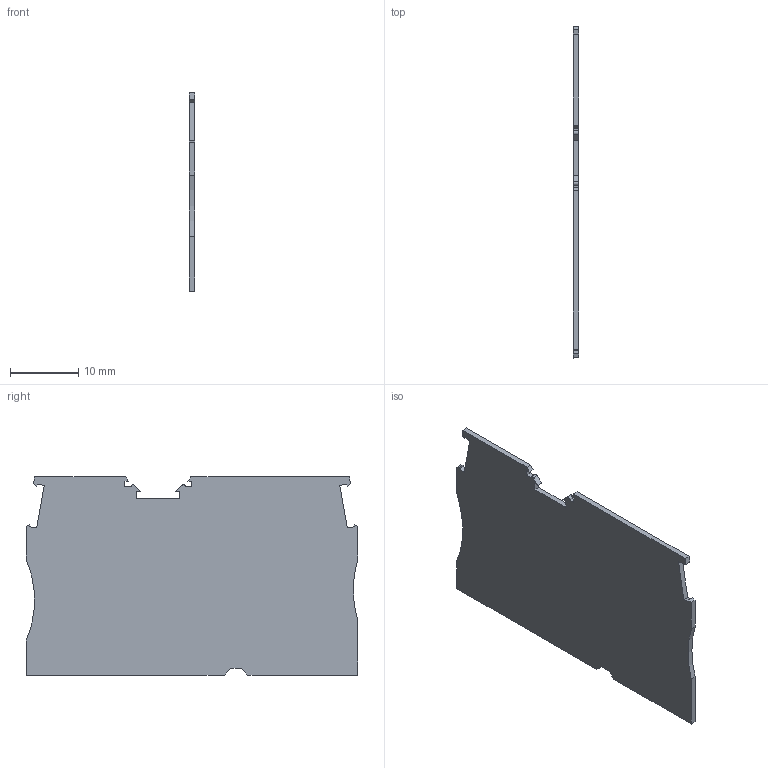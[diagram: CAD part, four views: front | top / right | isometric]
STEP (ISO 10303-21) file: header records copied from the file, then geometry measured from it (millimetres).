
FILE_DESCRIPTION(('Creo Elements/Direct Modeling STEP Export'),'2;1');
FILE_NAME('model.stp','2018-03-19T13:53:28',(''),(''),'Creo Elements/Direct Modeling STEP processor for AP214 (Solid Model)','Creo Elements/Direct Modeling 18.1I 14-Aug-2016 (C) Parametric Technology GmbH','');
FILE_SCHEMA(('AUTOMOTIVE_DESIGN { 1 0 10303 214 1 1 1 1 }'));
Length unit declared in the file: millimetre
Products named in the file (2): D_ST_2.5_0.8_OG-select
Assembly tree (1 placements, depth 2):
  D_ST_2.5_0.8_OG-select
    D_ST_2.5_0.8_OG-select
Bounding box: 0.8 x 48.6 x 29.05 mm (x, y, z)
Volume: 1073.6 mm3; surface area: 2821.7 mm2
Topology: 1 solids, 1 shells, 48 faces, 138 edges, 92 vertices
Faces by surface type: plane 44, cylinder 4
Entity records: 1974 total; most frequent: CARTESIAN_POINT 279, ORIENTED_EDGE 276, DIRECTION 244, EDGE_CURVE 138, VECTOR 130, LINE 130, VERTEX_POINT 92, AXIS2_PLACEMENT_3D 57
